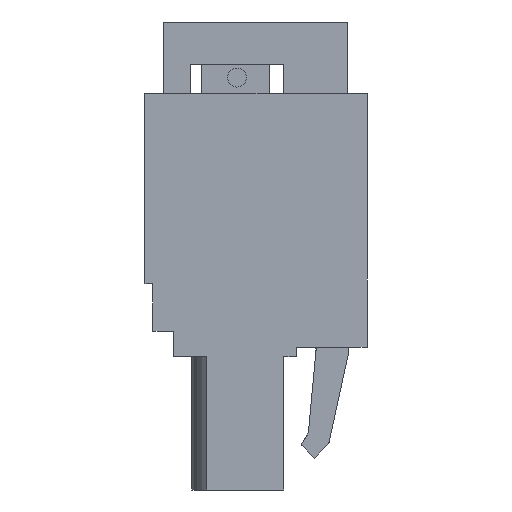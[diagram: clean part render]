
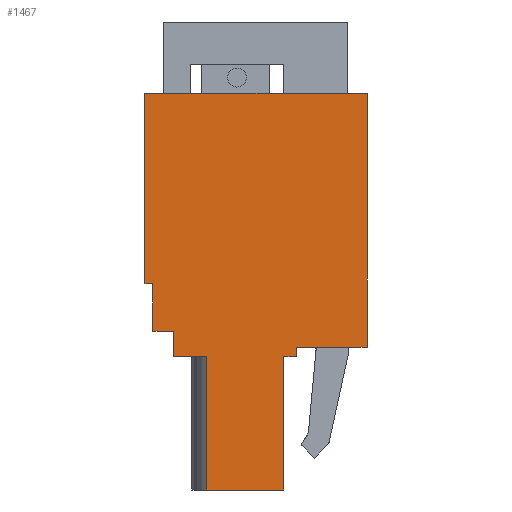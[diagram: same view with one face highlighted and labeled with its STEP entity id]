
A CAD part, left-side view. The second image highlights one B-rep face of the part: STEP entity #1467.
In plain terms, the highlighted planar face has unit normal (-1, 0, 0).
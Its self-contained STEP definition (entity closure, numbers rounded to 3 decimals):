
#1467 = ADVANCED_FACE( '', ( #3859 ), #3860, .F. );
#3859 = FACE_OUTER_BOUND( '', #7400, .T. );
#3860 = PLANE( '', #7401 );
#7400 = EDGE_LOOP( '', ( #12055, #12056, #12057, #12058, #12059, #12060, #12061, #12062, #12063, #12064, #12065, #12066, #12067, #12068 ) );
#7401 = AXIS2_PLACEMENT_3D( '', #12069, #12070, #12071 );
#12055 = ORIENTED_EDGE( '', *, *, #22898, .T. );
#12056 = ORIENTED_EDGE( '', *, *, #22899, .F. );
#12057 = ORIENTED_EDGE( '', *, *, #22900, .F. );
#12058 = ORIENTED_EDGE( '', *, *, #22901, .F. );
#12059 = ORIENTED_EDGE( '', *, *, #22902, .F. );
#12060 = ORIENTED_EDGE( '', *, *, #22903, .F. );
#12061 = ORIENTED_EDGE( '', *, *, #22904, .F. );
#12062 = ORIENTED_EDGE( '', *, *, #22905, .F. );
#12063 = ORIENTED_EDGE( '', *, *, #22906, .F. );
#12064 = ORIENTED_EDGE( '', *, *, #22907, .T. );
#12065 = ORIENTED_EDGE( '', *, *, #22908, .T. );
#12066 = ORIENTED_EDGE( '', *, *, #22909, .T. );
#12067 = ORIENTED_EDGE( '', *, *, #22910, .T. );
#12068 = ORIENTED_EDGE( '', *, *, #22911, .F. );
#12069 = CARTESIAN_POINT( '', ( -30.48, 0., 0. ) );
#12070 = DIRECTION( '', ( 1., 0., 0. ) );
#12071 = DIRECTION( '', ( 0., 0., -1. ) );
#22898 = EDGE_CURVE( '', #27380, #27381, #27382, .T. );
#22899 = EDGE_CURVE( '', #27383, #27381, #27384, .T. );
#22900 = EDGE_CURVE( '', #27385, #27383, #27386, .T. );
#22901 = EDGE_CURVE( '', #27387, #27385, #27388, .T. );
#22902 = EDGE_CURVE( '', #27389, #27387, #27390, .T. );
#22903 = EDGE_CURVE( '', #27391, #27389, #27392, .T. );
#22904 = EDGE_CURVE( '', #27393, #27391, #27394, .T. );
#22905 = EDGE_CURVE( '', #27395, #27393, #27396, .T. );
#22906 = EDGE_CURVE( '', #27397, #27395, #27398, .T. );
#22907 = EDGE_CURVE( '', #27397, #27399, #27400, .T. );
#22908 = EDGE_CURVE( '', #27399, #27401, #27402, .T. );
#22909 = EDGE_CURVE( '', #27401, #27403, #27404, .T. );
#22910 = EDGE_CURVE( '', #27403, #27405, #27406, .T. );
#22911 = EDGE_CURVE( '', #27380, #27405, #27407, .T. );
#27380 = VERTEX_POINT( '', #34003 );
#27381 = VERTEX_POINT( '', #34004 );
#27382 = LINE( '', #34005, #34006 );
#27383 = VERTEX_POINT( '', #34007 );
#27384 = LINE( '', #34008, #34009 );
#27385 = VERTEX_POINT( '', #34010 );
#27386 = LINE( '', #34011, #34012 );
#27387 = VERTEX_POINT( '', #34013 );
#27388 = LINE( '', #34014, #34015 );
#27389 = VERTEX_POINT( '', #34016 );
#27390 = LINE( '', #34017, #34018 );
#27391 = VERTEX_POINT( '', #34019 );
#27392 = LINE( '', #34020, #34021 );
#27393 = VERTEX_POINT( '', #34022 );
#27394 = LINE( '', #34023, #34024 );
#27395 = VERTEX_POINT( '', #34025 );
#27396 = LINE( '', #34026, #34027 );
#27397 = VERTEX_POINT( '', #34028 );
#27398 = LINE( '', #34029, #34030 );
#27399 = VERTEX_POINT( '', #34031 );
#27400 = LINE( '', #34032, #34033 );
#27401 = VERTEX_POINT( '', #34034 );
#27402 = LINE( '', #34035, #34036 );
#27403 = VERTEX_POINT( '', #34037 );
#27404 = LINE( '', #34038, #34039 );
#27405 = VERTEX_POINT( '', #34040 );
#27406 = LINE( '', #34041, #34042 );
#27407 = LINE( '', #34043, #34044 );
#34003 = CARTESIAN_POINT( '', ( -30.48, 3.1, -8.3 ) );
#34004 = CARTESIAN_POINT( '', ( -30.48, 3.1, -16.7 ) );
#34005 = CARTESIAN_POINT( '', ( -30.48, 3.1, -8.3 ) );
#34006 = VECTOR( '', #43467, 1000. );
#34007 = CARTESIAN_POINT( '', ( -30.48, -1.75, -16.7 ) );
#34008 = CARTESIAN_POINT( '', ( -30.48, -1.75, -16.7 ) );
#34009 = VECTOR( '', #43468, 1000. );
#34010 = CARTESIAN_POINT( '', ( -30.48, -1.75, -8.3 ) );
#34011 = CARTESIAN_POINT( '', ( -30.48, -1.75, -8.3 ) );
#34012 = VECTOR( '', #43469, 1000. );
#34013 = CARTESIAN_POINT( '', ( -30.48, -2.55, -8.3 ) );
#34014 = CARTESIAN_POINT( '', ( -30.48, -7., -8.3 ) );
#34015 = VECTOR( '', #43470, 1000. );
#34016 = CARTESIAN_POINT( '', ( -30.48, -2.55, -7.7 ) );
#34017 = CARTESIAN_POINT( '', ( -30.48, -2.55, 0. ) );
#34018 = VECTOR( '', #43471, 1000. );
#34019 = CARTESIAN_POINT( '', ( -30.48, -7., -7.7 ) );
#34020 = CARTESIAN_POINT( '', ( -30.48, 0., -7.7 ) );
#34021 = VECTOR( '', #43472, 1000. );
#34022 = CARTESIAN_POINT( '', ( -30.48, -7., 8.3 ) );
#34023 = CARTESIAN_POINT( '', ( -30.48, -7., 8.3 ) );
#34024 = VECTOR( '', #43473, 1000. );
#34025 = CARTESIAN_POINT( '', ( -30.48, 7., 8.3 ) );
#34026 = CARTESIAN_POINT( '', ( -30.48, 7., 8.3 ) );
#34027 = VECTOR( '', #43474, 1000. );
#34028 = CARTESIAN_POINT( '', ( -30.48, 7., -3.7 ) );
#34029 = CARTESIAN_POINT( '', ( -30.48, 7., -8.3 ) );
#34030 = VECTOR( '', #43475, 1000. );
#34031 = CARTESIAN_POINT( '', ( -30.48, 6.5, -3.7 ) );
#34032 = CARTESIAN_POINT( '', ( -30.48, 0., -3.7 ) );
#34033 = VECTOR( '', #43476, 1000. );
#34034 = CARTESIAN_POINT( '', ( -30.48, 6.5, -6.7 ) );
#34035 = CARTESIAN_POINT( '', ( -30.48, 6.5, 0. ) );
#34036 = VECTOR( '', #43477, 1000. );
#34037 = CARTESIAN_POINT( '', ( -30.48, 5.2, -6.7 ) );
#34038 = CARTESIAN_POINT( '', ( -30.48, 0., -6.7 ) );
#34039 = VECTOR( '', #43478, 1000. );
#34040 = CARTESIAN_POINT( '', ( -30.48, 5.2, -8.3 ) );
#34041 = CARTESIAN_POINT( '', ( -30.48, 5.2, 0. ) );
#34042 = VECTOR( '', #43479, 1000. );
#34043 = CARTESIAN_POINT( '', ( -30.48, -7., -8.3 ) );
#34044 = VECTOR( '', #43480, 1000. );
#43467 = DIRECTION( '', ( 0., 0., -1. ) );
#43468 = DIRECTION( '', ( 0., 1., 0. ) );
#43469 = DIRECTION( '', ( 0., 0., -1. ) );
#43470 = DIRECTION( '', ( 0., 1., 0. ) );
#43471 = DIRECTION( '', ( 0., 0., -1. ) );
#43472 = DIRECTION( '', ( 0., 1., 0. ) );
#43473 = DIRECTION( '', ( 0., 0., -1. ) );
#43474 = DIRECTION( '', ( 0., -1., 0. ) );
#43475 = DIRECTION( '', ( 0., 0., 1. ) );
#43476 = DIRECTION( '', ( 0., -1., 0. ) );
#43477 = DIRECTION( '', ( 0., 0., -1. ) );
#43478 = DIRECTION( '', ( 0., -1., 0. ) );
#43479 = DIRECTION( '', ( 0., 0., -1. ) );
#43480 = DIRECTION( '', ( 0., 1., 0. ) );
